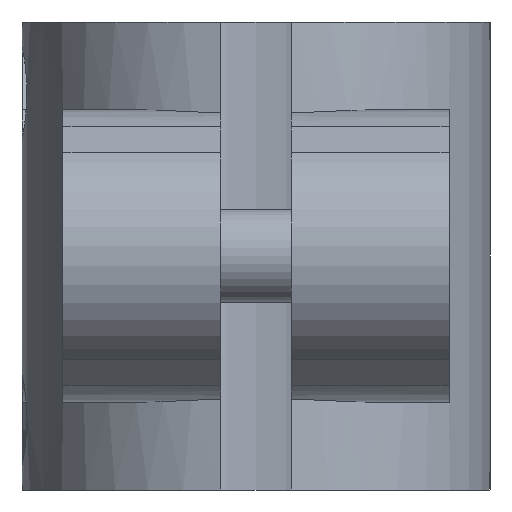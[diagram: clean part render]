
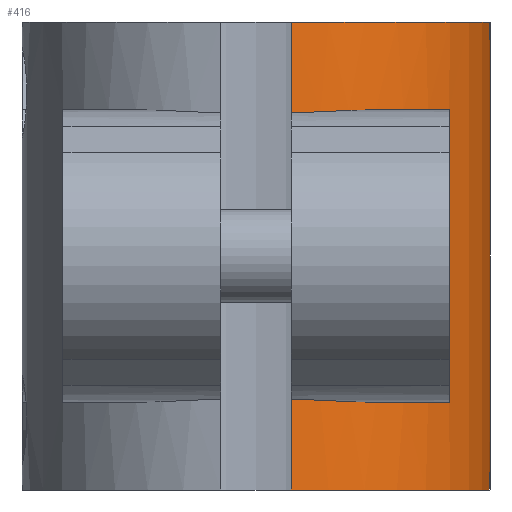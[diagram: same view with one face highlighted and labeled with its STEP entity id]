
A CAD part, left-side view. The second image highlights one B-rep face of the part: STEP entity #416.
In plain terms, the highlighted cylindrical face has radius 20 mm (diameter 40 mm), a partial arc.
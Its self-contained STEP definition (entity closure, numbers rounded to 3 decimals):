
#416 = ADVANCED_FACE( '', ( #861 ), #862, .T. );
#861 = FACE_OUTER_BOUND( '', #1348, .T. );
#862 = CYLINDRICAL_SURFACE( '', #1349, 20. );
#1348 = EDGE_LOOP( '', ( #2286, #2287, #2288, #2289, #2290, #2291, #2292, #2293, #2294, #2295, #2296, #2297, #2298, #2299 ) );
#1349 = AXIS2_PLACEMENT_3D( '', #2300, #2301, #2302 );
#2286 = ORIENTED_EDGE( '', *, *, #3052, .F. );
#2287 = ORIENTED_EDGE( '', *, *, #3164, .T. );
#2288 = ORIENTED_EDGE( '', *, *, #3165, .F. );
#2289 = ORIENTED_EDGE( '', *, *, #2802, .F. );
#2290 = ORIENTED_EDGE( '', *, *, #2874, .T. );
#2291 = ORIENTED_EDGE( '', *, *, #3158, .F. );
#2292 = ORIENTED_EDGE( '', *, *, #2950, .F. );
#2293 = ORIENTED_EDGE( '', *, *, #2844, .F. );
#2294 = ORIENTED_EDGE( '', *, *, #3057, .F. );
#2295 = ORIENTED_EDGE( '', *, *, #3166, .F. );
#2296 = ORIENTED_EDGE( '', *, *, #2861, .F. );
#2297 = ORIENTED_EDGE( '', *, *, #3070, .F. );
#2298 = ORIENTED_EDGE( '', *, *, #3097, .F. );
#2299 = ORIENTED_EDGE( '', *, *, #3046, .F. );
#2300 = CARTESIAN_POINT( '', ( 0., 0., 20. ) );
#2301 = DIRECTION( '', ( 0., 0., 1. ) );
#2302 = DIRECTION( '', ( -1., 0., 0. ) );
#2802 = EDGE_CURVE( '', #3292, #3294, #3295, .T. );
#2844 = EDGE_CURVE( '', #3366, #3368, #3369, .T. );
#2861 = EDGE_CURVE( '', #3396, #3398, #3399, .T. );
#2874 = EDGE_CURVE( '', #3292, #3419, #3421, .T. );
#2950 = EDGE_CURVE( '', #3368, #3539, #3542, .T. );
#3046 = EDGE_CURVE( '', #3683, #3686, #3687, .T. );
#3052 = EDGE_CURVE( '', #3695, #3683, #3696, .F. );
#3057 = EDGE_CURVE( '', #3703, #3366, #3705, .F. );
#3070 = EDGE_CURVE( '', #3722, #3396, #3724, .F. );
#3097 = EDGE_CURVE( '', #3686, #3722, #3764, .T. );
#3158 = EDGE_CURVE( '', #3539, #3419, #3850, .T. );
#3164 = EDGE_CURVE( '', #3695, #3857, #3858, .T. );
#3165 = EDGE_CURVE( '', #3294, #3857, #3859, .T. );
#3166 = EDGE_CURVE( '', #3398, #3703, #3860, .T. );
#3292 = VERTEX_POINT( '', #4009 );
#3294 = VERTEX_POINT( '', #4012 );
#3295 = CIRCLE( '', #4013, 20. );
#3366 = VERTEX_POINT( '', #4165 );
#3368 = VERTEX_POINT( '', #4168 );
#3369 = CIRCLE( '', #4169, 20. );
#3396 = VERTEX_POINT( '', #4207 );
#3398 = VERTEX_POINT( '', #4210 );
#3399 = CIRCLE( '', #4211, 20. );
#3419 = VERTEX_POINT( '', #4238 );
#3421 = LINE( '', #4241, #4242 );
#3539 = VERTEX_POINT( '', #4532 );
#3542 = LINE( '', #4536, #4537 );
#3683 = VERTEX_POINT( '', #4745 );
#3686 = VERTEX_POINT( '', #4748 );
#3687 = B_SPLINE_CURVE_WITH_KNOTS( '', 3, ( #4749, #4750, #4751, #4752, #4753, #4754, #4755, #4756 ), .UNSPECIFIED., .F., .F., ( 4, 2, 2, 4 ), ( 0.014, 0.018, 0.019, 0.021 ), .UNSPECIFIED. );
#3695 = VERTEX_POINT( '', #4766 );
#3696 = LINE( '', #4767, #4768 );
#3703 = VERTEX_POINT( '', #4777 );
#3705 = LINE( '', #4779, #4780 );
#3722 = VERTEX_POINT( '', #4812 );
#3724 = LINE( '', #4815, #4816 );
#3764 = CIRCLE( '', #4873, 20. );
#3850 = CIRCLE( '', #5006, 20. );
#3857 = VERTEX_POINT( '', #5014 );
#3858 = CIRCLE( '', #5015, 20. );
#3859 = LINE( '', #5016, #5017 );
#3860 = B_SPLINE_CURVE_WITH_KNOTS( '', 3, ( #5018, #5019, #5020, #5021, #5022, #5023, #5024, #5025 ), .UNSPECIFIED., .F., .F., ( 4, 2, 2, 4 ), ( 0., 0.004, 0.006, 0.008 ), .UNSPECIFIED. );
#4009 = CARTESIAN_POINT( '', ( 0., -20., -12.5 ) );
#4012 = CARTESIAN_POINT( '', ( 15.612, -12.5, -12.5 ) );
#4013 = AXIS2_PLACEMENT_3D( '', #5271, #5272, #5273 );
#4165 = CARTESIAN_POINT( '', ( -19.774, -3., 20. ) );
#4168 = CARTESIAN_POINT( '', ( 15.612, -12.5, 20. ) );
#4169 = AXIS2_PLACEMENT_3D( '', #5324, #5325, #5326 );
#4207 = CARTESIAN_POINT( '', ( -11.303, -16.5, 12.5 ) );
#4210 = CARTESIAN_POINT( '', ( -17.18, -10.24, 12.5 ) );
#4211 = AXIS2_PLACEMENT_3D( '', #5342, #5343, #5344 );
#4238 = CARTESIAN_POINT( '', ( 0., -20., 12.5 ) );
#4241 = CARTESIAN_POINT( '', ( 0., -20., -12.5 ) );
#4242 = VECTOR( '', #5359, 1000. );
#4532 = CARTESIAN_POINT( '', ( 15.612, -12.5, 12.5 ) );
#4536 = CARTESIAN_POINT( '', ( 15.612, -12.5, 20. ) );
#4537 = VECTOR( '', #5456, 1000. );
#4745 = CARTESIAN_POINT( '', ( -19.774, -3., -12.228 ) );
#4748 = CARTESIAN_POINT( '', ( -17.18, -10.24, -12.5 ) );
#4749 = CARTESIAN_POINT( '', ( -19.774, -3., -12.228 ) );
#4750 = CARTESIAN_POINT( '', ( -19.58, -4.278, -12.269 ) );
#4751 = CARTESIAN_POINT( '', ( -19.266, -5.521, -12.332 ) );
#4752 = CARTESIAN_POINT( '', ( -18.617, -7.335, -12.419 ) );
#4753 = CARTESIAN_POINT( '', ( -18.371, -7.932, -12.446 ) );
#4754 = CARTESIAN_POINT( '', ( -17.818, -9.107, -12.487 ) );
#4755 = CARTESIAN_POINT( '', ( -17.513, -9.681, -12.5 ) );
#4756 = CARTESIAN_POINT( '', ( -17.18, -10.24, -12.5 ) );
#4766 = CARTESIAN_POINT( '', ( -19.774, -3., -20. ) );
#4767 = CARTESIAN_POINT( '', ( -19.774, -3., 20. ) );
#4768 = VECTOR( '', #5560, 1000. );
#4777 = CARTESIAN_POINT( '', ( -19.774, -3., 12.228 ) );
#4779 = CARTESIAN_POINT( '', ( -19.774, -3., 20. ) );
#4780 = VECTOR( '', #5569, 1000. );
#4812 = CARTESIAN_POINT( '', ( -11.303, -16.5, -12.5 ) );
#4815 = CARTESIAN_POINT( '', ( -11.303, -16.5, 20. ) );
#4816 = VECTOR( '', #5578, 1000. );
#4873 = AXIS2_PLACEMENT_3D( '', #5612, #5613, #5614 );
#5006 = AXIS2_PLACEMENT_3D( '', #5676, #5677, #5678 );
#5014 = CARTESIAN_POINT( '', ( 15.612, -12.5, -20. ) );
#5015 = AXIS2_PLACEMENT_3D( '', #5683, #5684, #5685 );
#5016 = CARTESIAN_POINT( '', ( 15.612, -12.5, 20. ) );
#5017 = VECTOR( '', #5686, 1000. );
#5018 = CARTESIAN_POINT( '', ( -17.18, -10.24, 12.5 ) );
#5019 = CARTESIAN_POINT( '', ( -17.846, -9.122, 12.5 ) );
#5020 = CARTESIAN_POINT( '', ( -18.393, -7.958, 12.449 ) );
#5021 = CARTESIAN_POINT( '', ( -19.043, -6.145, 12.362 ) );
#5022 = CARTESIAN_POINT( '', ( -19.231, -5.53, 12.332 ) );
#5023 = CARTESIAN_POINT( '', ( -19.549, -4.275, 12.275 ) );
#5024 = CARTESIAN_POINT( '', ( -19.677, -3.637, 12.248 ) );
#5025 = CARTESIAN_POINT( '', ( -19.774, -3., 12.228 ) );
#5271 = CARTESIAN_POINT( '', ( 0., 0., -12.5 ) );
#5272 = DIRECTION( '', ( 0., 0., 1. ) );
#5273 = DIRECTION( '', ( 1., 0., 0. ) );
#5324 = CARTESIAN_POINT( '', ( 0., 0., 20. ) );
#5325 = DIRECTION( '', ( 0., 0., 1. ) );
#5326 = DIRECTION( '', ( 1., 0., 0. ) );
#5342 = CARTESIAN_POINT( '', ( 0., 0., 12.5 ) );
#5343 = DIRECTION( '', ( 0., 0., -1. ) );
#5344 = DIRECTION( '', ( -1., 0., 0. ) );
#5359 = DIRECTION( '', ( 0., 0., 1. ) );
#5456 = DIRECTION( '', ( 0., 0., -1. ) );
#5560 = DIRECTION( '', ( 0., 0., -1. ) );
#5569 = DIRECTION( '', ( 0., 0., -1. ) );
#5578 = DIRECTION( '', ( 0., 0., -1. ) );
#5612 = CARTESIAN_POINT( '', ( 0., 0., -12.5 ) );
#5613 = DIRECTION( '', ( 0., 0., 1. ) );
#5614 = DIRECTION( '', ( 1., 0., 0. ) );
#5676 = CARTESIAN_POINT( '', ( 0., 0., 12.5 ) );
#5677 = DIRECTION( '', ( 0., 0., -1. ) );
#5678 = DIRECTION( '', ( -1., 0., 0. ) );
#5683 = CARTESIAN_POINT( '', ( 0., 0., -20. ) );
#5684 = DIRECTION( '', ( 0., 0., 1. ) );
#5685 = DIRECTION( '', ( 1., 0., 0. ) );
#5686 = DIRECTION( '', ( 0., 0., -1. ) );
